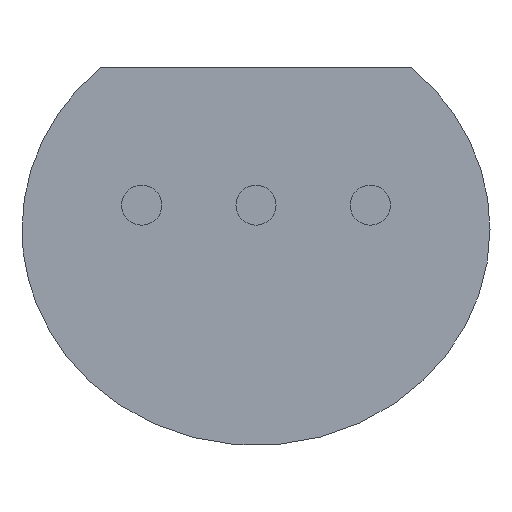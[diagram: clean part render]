
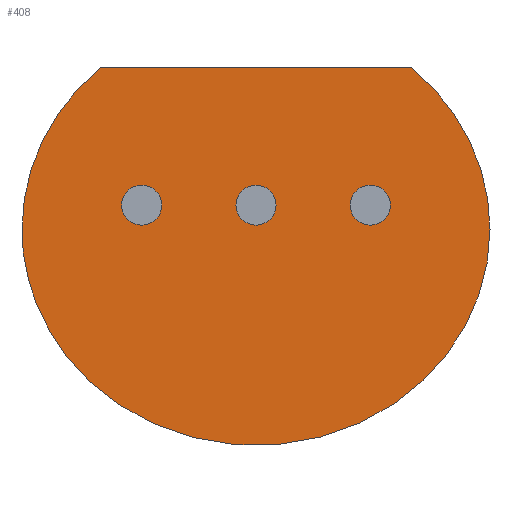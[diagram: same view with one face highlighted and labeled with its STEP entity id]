
A CAD part, front view. The second image highlights one B-rep face of the part: STEP entity #408.
In plain terms, the highlighted planar face has unit normal (0, -1, 0).
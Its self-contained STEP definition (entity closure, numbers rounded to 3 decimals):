
#24 = CARTESIAN_POINT ( 'NONE',  ( 2.6, 0., -4.502 ) ) ;
#27 = AXIS2_PLACEMENT_3D ( 'NONE', #96, #512, #431 ) ;
#62 = CARTESIAN_POINT ( 'NONE',  ( -2.6, 0., 0.302 ) ) ;
#63 =( BOUNDED_CURVE ( )  B_SPLINE_CURVE ( 3, ( #448, #142, #388, #157 ),
 .UNSPECIFIED., .F., .T. ) 
 B_SPLINE_CURVE_WITH_KNOTS ( ( 4, 4 ),
 ( 2.296, 3.142 ),
 .UNSPECIFIED. ) 
 CURVE ( )  GEOMETRIC_REPRESENTATION_ITEM ( )  RATIONAL_B_SPLINE_CURVE ( ( 1., 0.941, 0.941, 1. ) ) 
 REPRESENTATION_ITEM ( '' )  );
#72 = CARTESIAN_POINT ( 'NONE',  ( -1.725, 0., 2.1 ) ) ;
#75 = VECTOR ( 'NONE', #474, 1000. ) ;
#90 = FACE_OUTER_BOUND ( 'NONE', #288, .T. ) ;
#96 = CARTESIAN_POINT ( 'NONE',  ( 0., 0., 0.302 ) ) ;
#105 = ORIENTED_EDGE ( 'NONE', *, *, #218, .F. ) ;
#106 = CARTESIAN_POINT ( 'NONE',  ( -2.29, 0., 1.637 ) ) ;
#114 = EDGE_CURVE ( 'NONE', #253, #340, #230, .T. ) ;
#142 = CARTESIAN_POINT ( 'NONE',  ( 2.29, 0., 1.637 ) ) ;
#149 = EDGE_CURVE ( 'NONE', #211, #253, #206, .T. ) ;
#150 = CARTESIAN_POINT ( 'NONE',  ( 2.6, 0., 0.302 ) ) ;
#157 = CARTESIAN_POINT ( 'NONE',  ( 2.6, 0., 0.302 ) ) ;
#182 = CARTESIAN_POINT ( 'NONE',  ( -2.6, 0., 0.302 ) ) ;
#191 = CARTESIAN_POINT ( 'NONE',  ( -2.6, 0., -4.502 ) ) ;
#206 =( BOUNDED_CURVE ( )  B_SPLINE_CURVE ( 3, ( #150, #24, #191, #301 ),
 .UNSPECIFIED., .F., .T. ) 
 B_SPLINE_CURVE_WITH_KNOTS ( ( 4, 4 ),
 ( 3.142, 6.283 ),
 .UNSPECIFIED. ) 
 CURVE ( )  GEOMETRIC_REPRESENTATION_ITEM ( )  RATIONAL_B_SPLINE_CURVE ( ( 1., 0.333, 0.333, 1. ) ) 
 REPRESENTATION_ITEM ( '' )  );
#211 = VERTEX_POINT ( 'NONE', #382 ) ;
#218 = EDGE_CURVE ( 'NONE', #394, #211, #63, .T. ) ;
#230 =( BOUNDED_CURVE ( )  B_SPLINE_CURVE ( 3, ( #62, #459, #106, #415 ),
 .UNSPECIFIED., .F., .T. ) 
 B_SPLINE_CURVE_WITH_KNOTS ( ( 4, 4 ),
 ( 0., 0.845 ),
 .UNSPECIFIED. ) 
 CURVE ( )  GEOMETRIC_REPRESENTATION_ITEM ( )  RATIONAL_B_SPLINE_CURVE ( ( 1., 0.941, 0.941, 1. ) ) 
 REPRESENTATION_ITEM ( '' )  );
#250 = CARTESIAN_POINT ( 'NONE',  ( -1.725, 0., 2.1 ) ) ;
#253 = VERTEX_POINT ( 'NONE', #182 ) ;
#255 = ORIENTED_EDGE ( 'NONE', *, *, #413, .F. ) ;
#288 = EDGE_LOOP ( 'NONE', ( #105, #255, #389, #467 ) ) ;
#300 = LINE ( 'NONE', #250, #75 ) ;
#301 = CARTESIAN_POINT ( 'NONE',  ( -2.6, 0., 0.302 ) ) ;
#340 = VERTEX_POINT ( 'NONE', #72 ) ;
#382 = CARTESIAN_POINT ( 'NONE',  ( 2.6, 0., 0.302 ) ) ;
#388 = CARTESIAN_POINT ( 'NONE',  ( 2.6, 0., 1. ) ) ;
#389 = ORIENTED_EDGE ( 'NONE', *, *, #114, .F. ) ;
#394 = VERTEX_POINT ( 'NONE', #451 ) ;
#408 = ADVANCED_FACE ( 'NONE', ( #90 ), #505, .F. ) ;
#413 = EDGE_CURVE ( 'NONE', #340, #394, #300, .T. ) ;
#415 = CARTESIAN_POINT ( 'NONE',  ( -1.725, 0., 2.1 ) ) ;
#431 = DIRECTION ( 'NONE',  ( 0., 0., 1. ) ) ;
#448 = CARTESIAN_POINT ( 'NONE',  ( 1.725, 0., 2.1 ) ) ;
#451 = CARTESIAN_POINT ( 'NONE',  ( 1.725, 0., 2.1 ) ) ;
#459 = CARTESIAN_POINT ( 'NONE',  ( -2.6, 0., 1. ) ) ;
#467 = ORIENTED_EDGE ( 'NONE', *, *, #149, .F. ) ;
#474 = DIRECTION ( 'NONE',  ( 1., 0., 0. ) ) ;
#505 = PLANE ( 'NONE',  #27 ) ;
#512 = DIRECTION ( 'NONE',  ( 0., 1., 0. ) ) ;
